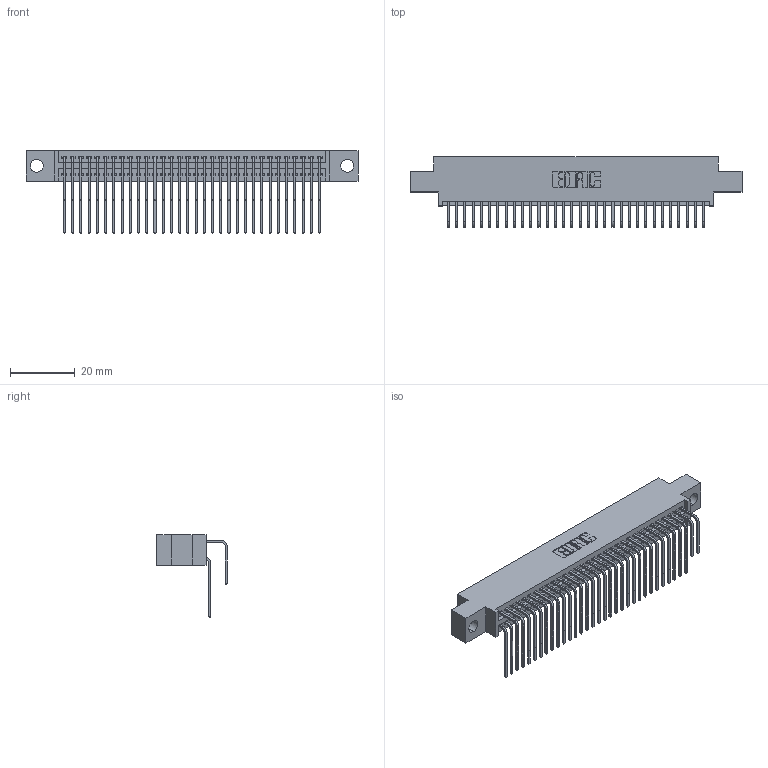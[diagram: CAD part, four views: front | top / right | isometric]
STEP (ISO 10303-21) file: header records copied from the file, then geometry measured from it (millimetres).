
FILE_DESCRIPTION (( 'STEP AP203' ), '1' );
FILE_NAME ('395-064-558-804.STEP', '2018-11-24T19:11:55', ( '' ), ( '' ), 'SwSTEP 2.0', 'SolidWorks 2016', '' );
FILE_SCHEMA (( 'CONFIG_CONTROL_DESIGN' ));
Length unit declared in the file: inch
Products named in the file (4): 395-064-558-804; 345 Part_0.170 Offset - 0.156 Dia-TH; 345-292-001_558 Tail - 2; 345-292-001_558 559 Tail - 1
Assembly tree (65 placements, depth 2):
  395-064-558-804
    345 Part_0.170 Offset - 0.156 Dia-TH
    345-292-001_558 559 Tail - 1  x32
    345-292-001_558 Tail - 2  x32
Bounding box: 102.49 x 21.83 x 25.53 mm (x, y, z)
Volume: 10031 mm3; surface area: 16328.6 mm2
Topology: 65 solids, 65 shells, 3458 faces, 10273 edges, 6762 vertices
Faces by surface type: plane 2324, cylinder 1134
Entity records: 28241 total; most frequent: CARTESIAN_POINT 4791, ORIENTED_EDGE 4674, DIRECTION 4209, EDGE_CURVE 2337, LINE 2037, VECTOR 2037, VERTEX_POINT 1554, AXIS2_PLACEMENT_3D 1086
